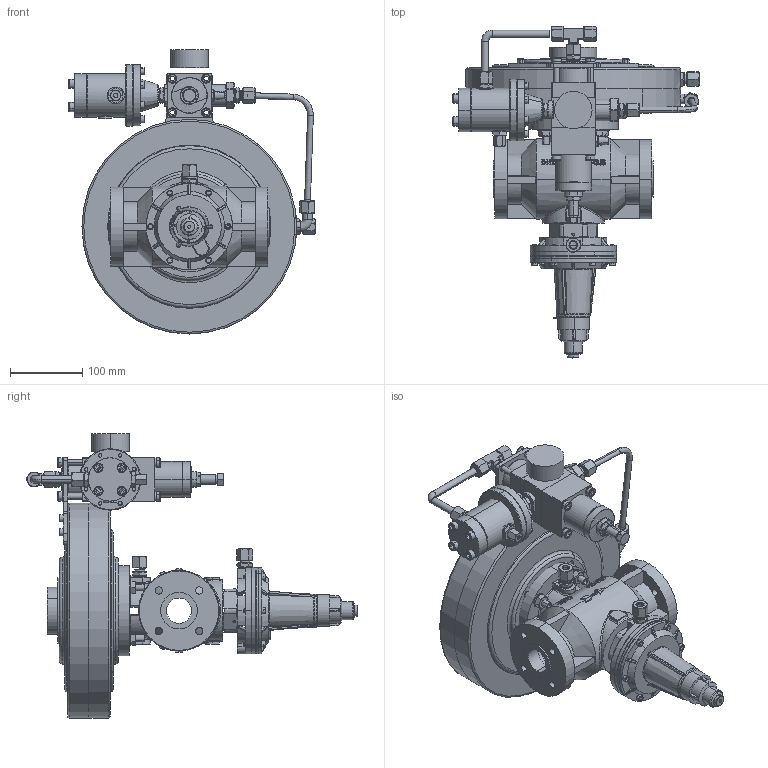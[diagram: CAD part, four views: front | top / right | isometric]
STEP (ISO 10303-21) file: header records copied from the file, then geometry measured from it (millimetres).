
FILE_DESCRIPTION (( 'STEP AP203' ), '1' );
FILE_NAME ('Z25 SP AP.STEP', '2023-09-25T12:54:59', ( '' ), ( '' ), 'SwSTEP 2.0', 'SolidWorks 2018', '' );
FILE_SCHEMA (( 'CONFIG_CONTROL_DESIGN' ));
Products named in the file (1): Z25 SP AP
Bounding box: 341.94 x 460.46 x 394.28 mm (x, y, z)
Surface area: 628942.3 mm2 (no closed solid volume)
Topology: 0 solids, 162 shells, 2117 faces, 6466 edges, 4299 vertices
Faces by surface type: plane 1048, cylinder 507, cone 207, torus 191, bspline 141, sphere 23
Entity records: 89402 total; most frequent: CARTESIAN_POINT 34258, DIRECTION 11162, ORIENTED_EDGE 10486, EDGE_CURVE 6453, VERTEX_POINT 4299, AXIS2_PLACEMENT_3D 4140, LINE 2882, VECTOR 2882
